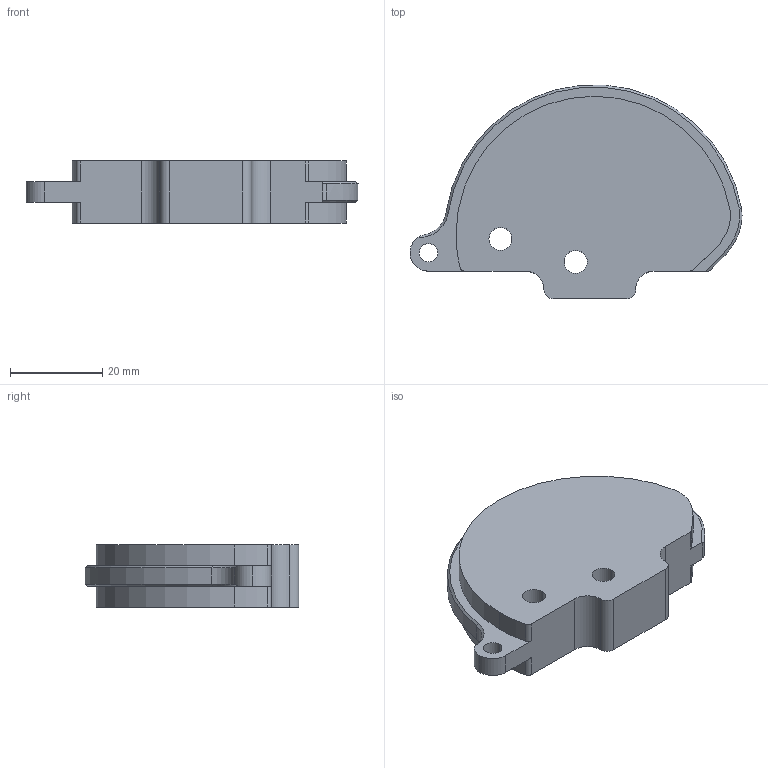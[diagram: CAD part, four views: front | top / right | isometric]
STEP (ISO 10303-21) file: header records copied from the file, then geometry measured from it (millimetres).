
FILE_DESCRIPTION (( 'STEP AP214' ), '1' );
FILE_NAME ('7202-8-016.STEP', '2019-03-27T17:05:41', ( '' ), ( '' ), 'SwSTEP 2.0', 'SolidWorks 2018', '' );
FILE_SCHEMA (( 'AUTOMOTIVE_DESIGN' ));
Length unit declared in the file: millimetre
Products named in the file (1): 7202-8-016
Bounding box: 72.11 x 46.42 x 13.5 mm (x, y, z)
Volume: 27640.1 mm3; surface area: 7373.3 mm2
Topology: 1 solids, 1 shells, 41 faces, 113 edges, 74 vertices
Faces by surface type: cylinder 23, plane 9, bspline 5, cone 4
Entity records: 1658 total; most frequent: CARTESIAN_POINT 521, ORIENTED_EDGE 226, DIRECTION 219, EDGE_CURVE 113, AXIS2_PLACEMENT_3D 85, VERTEX_POINT 74, LINE 49, VECTOR 49
